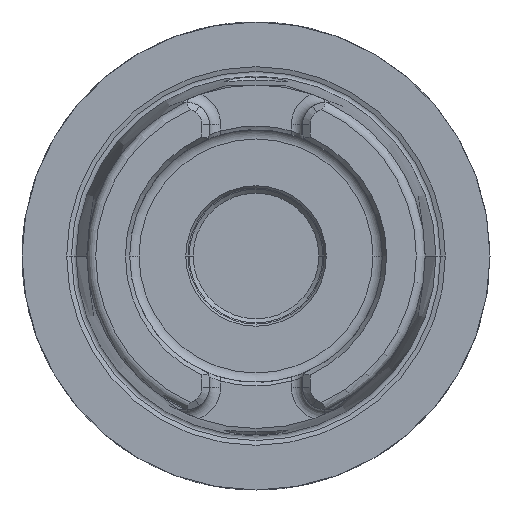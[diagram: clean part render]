
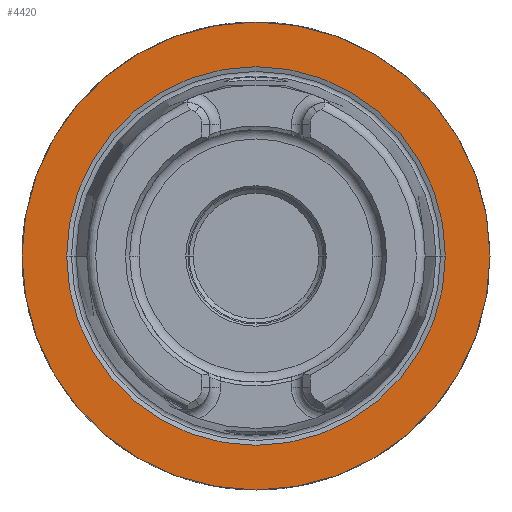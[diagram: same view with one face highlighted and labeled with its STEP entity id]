
A CAD part, left-side view. The second image highlights one B-rep face of the part: STEP entity #4420.
In plain terms, the highlighted planar face has unit normal (-1, 0, 0).
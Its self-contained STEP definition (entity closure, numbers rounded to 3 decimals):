
#1068=CARTESIAN_POINT('',(0.,0.,0.));
#1069=DIRECTION('',(1.,0.,0.));
#1070=DIRECTION('',(0.,1.,0.));
#1071=AXIS2_PLACEMENT_3D('',#1068,#1069,#1070);
#1073=CARTESIAN_POINT('',(0.,0.,0.));
#1074=DIRECTION('',(-1.,0.,0.));
#1075=DIRECTION('',(0.,1.,0.));
#1076=AXIS2_PLACEMENT_3D('',#1073,#1074,#1075);
#1078=CARTESIAN_POINT('',(0.,0.,0.));
#1079=DIRECTION('',(-1.,0.,0.));
#1080=DIRECTION('',(0.,-1.,0.));
#1081=AXIS2_PLACEMENT_3D('',#1078,#1079,#1080);
#1083=CARTESIAN_POINT('',(0.,0.,0.));
#1084=DIRECTION('',(-1.,0.,0.));
#1085=DIRECTION('',(0.,1.,0.));
#1086=AXIS2_PLACEMENT_3D('',#1083,#1084,#1085);
#2671=CARTESIAN_POINT('',(0.,31.5,0.));
#2672=CARTESIAN_POINT('',(0.,-31.5,0.));
#2673=VERTEX_POINT('',#2671);
#2674=VERTEX_POINT('',#2672);
#2699=CARTESIAN_POINT('',(0.,-25.49,0.));
#2700=VERTEX_POINT('',#2699);
#2701=CARTESIAN_POINT('',(0.,25.49,0.));
#2702=VERTEX_POINT('',#2701);
#4405=CARTESIAN_POINT('',(0.,0.,0.));
#4406=DIRECTION('',(1.,0.,0.));
#4407=DIRECTION('',(0.,-1.,0.));
#4408=AXIS2_PLACEMENT_3D('',#4405,#4406,#4407);
#4409=PLANE('',#4408);
#4411=ORIENTED_EDGE('',*,*,#4410,.T.);
#4413=ORIENTED_EDGE('',*,*,#4412,.F.);
#4414=EDGE_LOOP('',(#4411,#4413));
#4415=FACE_OUTER_BOUND('',#4414,.F.);
#4416=ORIENTED_EDGE('',*,*,#4400,.T.);
#4417=ORIENTED_EDGE('',*,*,#4384,.T.);
#4418=EDGE_LOOP('',(#4416,#4417));
#4419=FACE_BOUND('',#4418,.F.);
#4420=ADVANCED_FACE('',(#4415,#4419),#4409,.F.);
#1072=CIRCLE('',#1071,31.5);
#1077=CIRCLE('',#1076,31.5);
#1082=CIRCLE('',#1081,25.49);
#1087=CIRCLE('',#1086,25.49);
#4384=EDGE_CURVE('',#2702,#2700,#1087,.T.);
#4400=EDGE_CURVE('',#2700,#2702,#1082,.T.);
#4410=EDGE_CURVE('',#2673,#2674,#1072,.T.);
#4412=EDGE_CURVE('',#2673,#2674,#1077,.T.);
